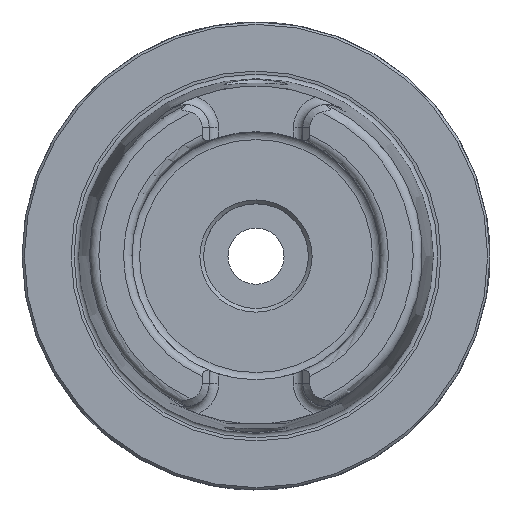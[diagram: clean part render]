
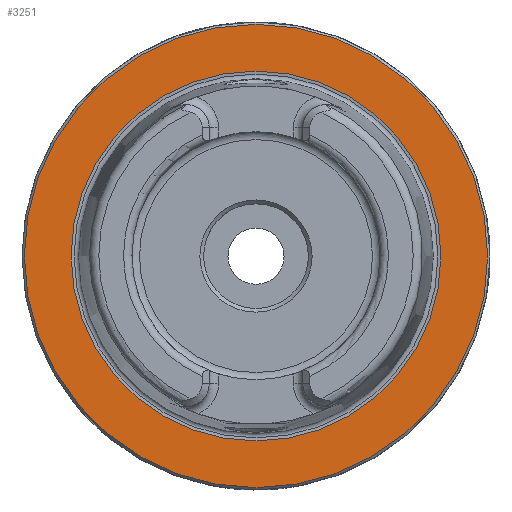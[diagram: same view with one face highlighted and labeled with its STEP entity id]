
A CAD part, top view. The second image highlights one B-rep face of the part: STEP entity #3251.
In plain terms, the highlighted planar face has unit normal (0, 0, 1).
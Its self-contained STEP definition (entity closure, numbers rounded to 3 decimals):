
#259=PLANE('',#3536);
#694=ORIENTED_EDGE('',*,*,#1154,.F.);
#695=ORIENTED_EDGE('',*,*,#1152,.T.);
#1152=EDGE_CURVE('',#1402,#1402,#1564,.T.);
#1154=EDGE_CURVE('',#1404,#1404,#1566,.T.);
#1402=VERTEX_POINT('',#5033);
#1404=VERTEX_POINT('',#5038);
#1564=CIRCLE('',#3534,49.5);
#1566=CIRCLE('',#3537,39.511);
#1742=EDGE_LOOP('',(#694));
#1743=EDGE_LOOP('',(#695));
#1972=FACE_BOUND('',#1742,.T.);
#1973=FACE_BOUND('',#1743,.T.);
#3251=ADVANCED_FACE('',(#1972,#1973),#259,.T.);
#3534=AXIS2_PLACEMENT_3D('',#5032,#4126,#4127);
#3536=AXIS2_PLACEMENT_3D('',#5036,#4130,#4131);
#3537=AXIS2_PLACEMENT_3D('',#5037,#4132,#4133);
#4126=DIRECTION('',(0.,0.,1.));
#4127=DIRECTION('',(1.,0.,0.));
#4130=DIRECTION('',(0.,0.,1.));
#4131=DIRECTION('',(1.,0.,0.));
#4132=DIRECTION('',(0.,0.,1.));
#4133=DIRECTION('',(1.,0.,0.));
#5032=CARTESIAN_POINT('',(0.,0.,0.));
#5033=CARTESIAN_POINT('',(49.5,0.,0.));
#5036=CARTESIAN_POINT('',(49.5,0.,0.));
#5037=CARTESIAN_POINT('',(0.,0.,0.));
#5038=CARTESIAN_POINT('',(39.511,0.,0.));
